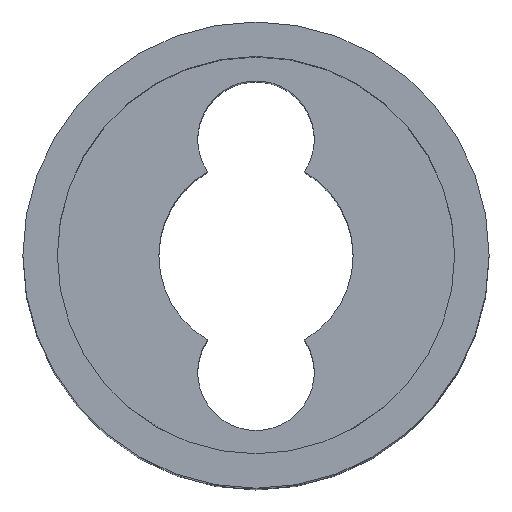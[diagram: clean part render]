
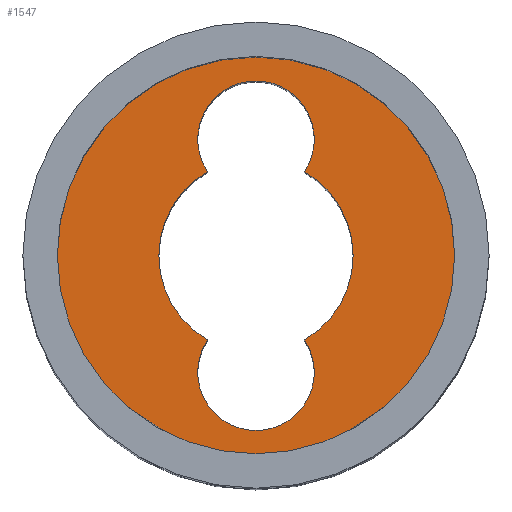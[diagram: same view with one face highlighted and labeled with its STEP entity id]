
A CAD part, top view. The second image highlights one B-rep face of the part: STEP entity #1547.
In plain terms, the highlighted planar face has unit normal (0, 0, 1).
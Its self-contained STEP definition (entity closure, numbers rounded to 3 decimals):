
#620 = CYLINDRICAL_SURFACE('',#621,110.);
#621 = AXIS2_PLACEMENT_3D('',#622,#623,#624);
#622 = CARTESIAN_POINT('',(0.,220.,0.));
#623 = DIRECTION('',(-0.,-0.,-1.));
#624 = DIRECTION('',(1.,0.,0.));
#649 = CYLINDRICAL_SURFACE('',#650,183.333);
#650 = AXIS2_PLACEMENT_3D('',#651,#652,#653);
#651 = CARTESIAN_POINT('',(0.,0.,0.));
#652 = DIRECTION('',(-0.,-0.,-1.));
#653 = DIRECTION('',(1.,0.,0.));
#678 = CYLINDRICAL_SURFACE('',#679,110.);
#679 = AXIS2_PLACEMENT_3D('',#680,#681,#682);
#680 = CARTESIAN_POINT('',(0.,-220.,0.));
#681 = DIRECTION('',(-0.,-0.,-1.));
#682 = DIRECTION('',(1.,0.,0.));
#705 = CYLINDRICAL_SURFACE('',#706,183.333);
#706 = AXIS2_PLACEMENT_3D('',#707,#708,#709);
#707 = CARTESIAN_POINT('',(0.,0.,0.));
#708 = DIRECTION('',(-0.,-0.,-1.));
#709 = DIRECTION('',(1.,0.,0.));
#744 = CYLINDRICAL_SURFACE('',#745,375.);
#745 = AXIS2_PLACEMENT_3D('',#746,#747,#748);
#746 = CARTESIAN_POINT('',(0.,0.,1256.667));
#747 = DIRECTION('',(-0.,-0.,-1.));
#748 = DIRECTION('',(1.,0.,0.));
#1285 = EDGE_CURVE('',#1286,#1288,#1290,.T.);
#1286 = VERTEX_POINT('',#1287);
#1287 = CARTESIAN_POINT('',(-91.463,158.889,
    1256.667));
#1288 = VERTEX_POINT('',#1289);
#1289 = CARTESIAN_POINT('',(91.463,158.889,
    1256.667));
#1290 = SURFACE_CURVE('',#1291,(#1296,#1303),.PCURVE_S1.);
#1291 = CIRCLE('',#1292,110.);
#1292 = AXIS2_PLACEMENT_3D('',#1293,#1294,#1295);
#1293 = CARTESIAN_POINT('',(0.,220.,1256.667));
#1294 = DIRECTION('',(0.,0.,-1.));
#1295 = DIRECTION('',(1.,0.,0.));
#1296 = PCURVE('',#620,#1297);
#1297 = DEFINITIONAL_REPRESENTATION('',(#1298),#1302);
#1298 = LINE('',#1299,#1300);
#1299 = CARTESIAN_POINT('',(-12.566,-1256.667));
#1300 = VECTOR('',#1301,1.);
#1301 = DIRECTION('',(1.,-0.));
#1302 = ( GEOMETRIC_REPRESENTATION_CONTEXT(2) 
PARAMETRIC_REPRESENTATION_CONTEXT() REPRESENTATION_CONTEXT('2D SPACE',''
  ) );
#1303 = PCURVE('',#1304,#1309);
#1304 = PLANE('',#1305);
#1305 = AXIS2_PLACEMENT_3D('',#1306,#1307,#1308);
#1306 = CARTESIAN_POINT('',(0.,0.,
    1256.667));
#1307 = DIRECTION('',(0.,0.,1.));
#1308 = DIRECTION('',(1.,0.,-0.));
#1309 = DEFINITIONAL_REPRESENTATION('',(#1310),#1318);
#1310 = ( BOUNDED_CURVE() B_SPLINE_CURVE(2,(#1311,#1312,#1313,#1314,
#1315,#1316,#1317),.UNSPECIFIED.,.T.,.F.) B_SPLINE_CURVE_WITH_KNOTS((1,2
    ,2,2,2,1),(-2.094,0.,2.094,4.189,
6.283,8.378),.UNSPECIFIED.) CURVE() 
GEOMETRIC_REPRESENTATION_ITEM() RATIONAL_B_SPLINE_CURVE((1.,0.5,1.,0.5,
1.,0.5,1.)) REPRESENTATION_ITEM('') );
#1311 = CARTESIAN_POINT('',(110.,220.));
#1312 = CARTESIAN_POINT('',(110.,29.474));
#1313 = CARTESIAN_POINT('',(-55.,124.737));
#1314 = CARTESIAN_POINT('',(-220.,220.));
#1315 = CARTESIAN_POINT('',(-55.,315.263));
#1316 = CARTESIAN_POINT('',(110.,410.526));
#1317 = CARTESIAN_POINT('',(110.,220.));
#1318 = ( GEOMETRIC_REPRESENTATION_CONTEXT(2) 
PARAMETRIC_REPRESENTATION_CONTEXT() REPRESENTATION_CONTEXT('2D SPACE',''
  ) );
#1364 = VERTEX_POINT('',#1365);
#1365 = CARTESIAN_POINT('',(91.463,-158.889,
    1256.667));
#1384 = EDGE_CURVE('',#1288,#1364,#1385,.T.);
#1385 = SURFACE_CURVE('',#1386,(#1391,#1398),.PCURVE_S1.);
#1386 = CIRCLE('',#1387,183.333);
#1387 = AXIS2_PLACEMENT_3D('',#1388,#1389,#1390);
#1388 = CARTESIAN_POINT('',(0.,0.,1256.667));
#1389 = DIRECTION('',(0.,0.,-1.));
#1390 = DIRECTION('',(1.,0.,0.));
#1391 = PCURVE('',#649,#1392);
#1392 = DEFINITIONAL_REPRESENTATION('',(#1393),#1397);
#1393 = LINE('',#1394,#1395);
#1394 = CARTESIAN_POINT('',(-12.566,-1256.667));
#1395 = VECTOR('',#1396,1.);
#1396 = DIRECTION('',(1.,-0.));
#1397 = ( GEOMETRIC_REPRESENTATION_CONTEXT(2) 
PARAMETRIC_REPRESENTATION_CONTEXT() REPRESENTATION_CONTEXT('2D SPACE',''
  ) );
#1398 = PCURVE('',#1304,#1399);
#1399 = DEFINITIONAL_REPRESENTATION('',(#1400),#1408);
#1400 = ( BOUNDED_CURVE() B_SPLINE_CURVE(2,(#1401,#1402,#1403,#1404,
#1405,#1406,#1407),.UNSPECIFIED.,.T.,.F.) B_SPLINE_CURVE_WITH_KNOTS((1,2
    ,2,2,2,1),(-2.094,0.,2.094,4.189,
6.283,8.378),.UNSPECIFIED.) CURVE() 
GEOMETRIC_REPRESENTATION_ITEM() RATIONAL_B_SPLINE_CURVE((1.,0.5,1.,0.5,
1.,0.5,1.)) REPRESENTATION_ITEM('') );
#1401 = CARTESIAN_POINT('',(183.333,0.));
#1402 = CARTESIAN_POINT('',(183.333,-317.543));
#1403 = CARTESIAN_POINT('',(-91.667,-158.771));
#1404 = CARTESIAN_POINT('',(-366.667,0.));
#1405 = CARTESIAN_POINT('',(-91.667,158.771));
#1406 = CARTESIAN_POINT('',(183.333,317.543));
#1407 = CARTESIAN_POINT('',(183.333,0.));
#1408 = ( GEOMETRIC_REPRESENTATION_CONTEXT(2) 
PARAMETRIC_REPRESENTATION_CONTEXT() REPRESENTATION_CONTEXT('2D SPACE',''
  ) );
#1414 = EDGE_CURVE('',#1364,#1415,#1417,.T.);
#1415 = VERTEX_POINT('',#1416);
#1416 = CARTESIAN_POINT('',(-91.463,-158.889,
    1256.667));
#1417 = SURFACE_CURVE('',#1418,(#1423,#1430),.PCURVE_S1.);
#1418 = CIRCLE('',#1419,110.);
#1419 = AXIS2_PLACEMENT_3D('',#1420,#1421,#1422);
#1420 = CARTESIAN_POINT('',(0.,-220.,1256.667));
#1421 = DIRECTION('',(0.,0.,-1.));
#1422 = DIRECTION('',(1.,0.,0.));
#1423 = PCURVE('',#678,#1424);
#1424 = DEFINITIONAL_REPRESENTATION('',(#1425),#1429);
#1425 = LINE('',#1426,#1427);
#1426 = CARTESIAN_POINT('',(-12.566,-1256.667));
#1427 = VECTOR('',#1428,1.);
#1428 = DIRECTION('',(1.,-0.));
#1429 = ( GEOMETRIC_REPRESENTATION_CONTEXT(2) 
PARAMETRIC_REPRESENTATION_CONTEXT() REPRESENTATION_CONTEXT('2D SPACE',''
  ) );
#1430 = PCURVE('',#1304,#1431);
#1431 = DEFINITIONAL_REPRESENTATION('',(#1432),#1440);
#1432 = ( BOUNDED_CURVE() B_SPLINE_CURVE(2,(#1433,#1434,#1435,#1436,
#1437,#1438,#1439),.UNSPECIFIED.,.T.,.F.) B_SPLINE_CURVE_WITH_KNOTS((1,2
    ,2,2,2,1),(-2.094,0.,2.094,4.189,
6.283,8.378),.UNSPECIFIED.) CURVE() 
GEOMETRIC_REPRESENTATION_ITEM() RATIONAL_B_SPLINE_CURVE((1.,0.5,1.,0.5,
1.,0.5,1.)) REPRESENTATION_ITEM('') );
#1433 = CARTESIAN_POINT('',(110.,-220.));
#1434 = CARTESIAN_POINT('',(110.,-410.526));
#1435 = CARTESIAN_POINT('',(-55.,-315.263));
#1436 = CARTESIAN_POINT('',(-220.,-220.));
#1437 = CARTESIAN_POINT('',(-55.,-124.737));
#1438 = CARTESIAN_POINT('',(110.,-29.474));
#1439 = CARTESIAN_POINT('',(110.,-220.));
#1440 = ( GEOMETRIC_REPRESENTATION_CONTEXT(2) 
PARAMETRIC_REPRESENTATION_CONTEXT() REPRESENTATION_CONTEXT('2D SPACE',''
  ) );
#1468 = EDGE_CURVE('',#1415,#1286,#1469,.T.);
#1469 = SURFACE_CURVE('',#1470,(#1475,#1482),.PCURVE_S1.);
#1470 = CIRCLE('',#1471,183.333);
#1471 = AXIS2_PLACEMENT_3D('',#1472,#1473,#1474);
#1472 = CARTESIAN_POINT('',(0.,0.,1256.667));
#1473 = DIRECTION('',(0.,0.,-1.));
#1474 = DIRECTION('',(1.,0.,0.));
#1475 = PCURVE('',#705,#1476);
#1476 = DEFINITIONAL_REPRESENTATION('',(#1477),#1481);
#1477 = LINE('',#1478,#1479);
#1478 = CARTESIAN_POINT('',(-6.283,-1256.667));
#1479 = VECTOR('',#1480,1.);
#1480 = DIRECTION('',(1.,-0.));
#1481 = ( GEOMETRIC_REPRESENTATION_CONTEXT(2) 
PARAMETRIC_REPRESENTATION_CONTEXT() REPRESENTATION_CONTEXT('2D SPACE',''
  ) );
#1482 = PCURVE('',#1304,#1483);
#1483 = DEFINITIONAL_REPRESENTATION('',(#1484),#1492);
#1484 = ( BOUNDED_CURVE() B_SPLINE_CURVE(2,(#1485,#1486,#1487,#1488,
#1489,#1490,#1491),.UNSPECIFIED.,.T.,.F.) B_SPLINE_CURVE_WITH_KNOTS((1,2
    ,2,2,2,1),(-2.094,0.,2.094,4.189,
6.283,8.378),.UNSPECIFIED.) CURVE() 
GEOMETRIC_REPRESENTATION_ITEM() RATIONAL_B_SPLINE_CURVE((1.,0.5,1.,0.5,
1.,0.5,1.)) REPRESENTATION_ITEM('') );
#1485 = CARTESIAN_POINT('',(183.333,0.));
#1486 = CARTESIAN_POINT('',(183.333,-317.543));
#1487 = CARTESIAN_POINT('',(-91.667,-158.771));
#1488 = CARTESIAN_POINT('',(-366.667,0.));
#1489 = CARTESIAN_POINT('',(-91.667,158.771));
#1490 = CARTESIAN_POINT('',(183.333,317.543));
#1491 = CARTESIAN_POINT('',(183.333,0.));
#1492 = ( GEOMETRIC_REPRESENTATION_CONTEXT(2) 
PARAMETRIC_REPRESENTATION_CONTEXT() REPRESENTATION_CONTEXT('2D SPACE',''
  ) );
#1499 = VERTEX_POINT('',#1500);
#1500 = CARTESIAN_POINT('',(375.,0.,1256.667));
#1521 = EDGE_CURVE('',#1499,#1499,#1522,.T.);
#1522 = SURFACE_CURVE('',#1523,(#1528,#1535),.PCURVE_S1.);
#1523 = CIRCLE('',#1524,375.);
#1524 = AXIS2_PLACEMENT_3D('',#1525,#1526,#1527);
#1525 = CARTESIAN_POINT('',(0.,0.,1256.667));
#1526 = DIRECTION('',(0.,0.,1.));
#1527 = DIRECTION('',(1.,0.,0.));
#1528 = PCURVE('',#744,#1529);
#1529 = DEFINITIONAL_REPRESENTATION('',(#1530),#1534);
#1530 = LINE('',#1531,#1532);
#1531 = CARTESIAN_POINT('',(-0.,0.));
#1532 = VECTOR('',#1533,1.);
#1533 = DIRECTION('',(-1.,0.));
#1534 = ( GEOMETRIC_REPRESENTATION_CONTEXT(2) 
PARAMETRIC_REPRESENTATION_CONTEXT() REPRESENTATION_CONTEXT('2D SPACE',''
  ) );
#1535 = PCURVE('',#1304,#1536);
#1536 = DEFINITIONAL_REPRESENTATION('',(#1537),#1541);
#1537 = CIRCLE('',#1538,375.);
#1538 = AXIS2_PLACEMENT_2D('',#1539,#1540);
#1539 = CARTESIAN_POINT('',(0.,0.));
#1540 = DIRECTION('',(1.,0.));
#1541 = ( GEOMETRIC_REPRESENTATION_CONTEXT(2) 
PARAMETRIC_REPRESENTATION_CONTEXT() REPRESENTATION_CONTEXT('2D SPACE',''
  ) );
#1547 = ADVANCED_FACE('',(#1548,#1551),#1304,.T.);
#1548 = FACE_BOUND('',#1549,.T.);
#1549 = EDGE_LOOP('',(#1550));
#1550 = ORIENTED_EDGE('',*,*,#1521,.T.);
#1551 = FACE_BOUND('',#1552,.T.);
#1552 = EDGE_LOOP('',(#1553,#1554,#1555,#1556));
#1553 = ORIENTED_EDGE('',*,*,#1468,.T.);
#1554 = ORIENTED_EDGE('',*,*,#1285,.T.);
#1555 = ORIENTED_EDGE('',*,*,#1384,.T.);
#1556 = ORIENTED_EDGE('',*,*,#1414,.T.);
